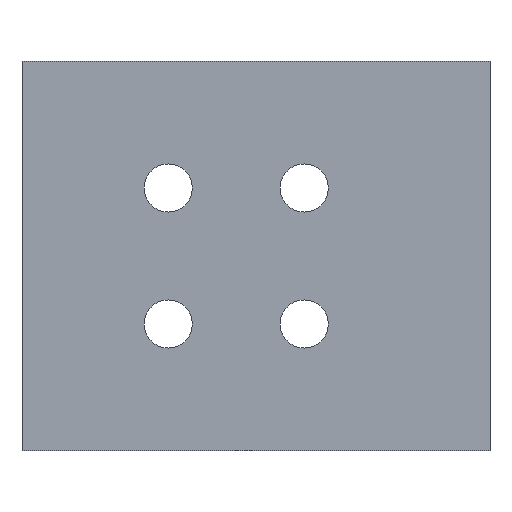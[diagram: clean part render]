
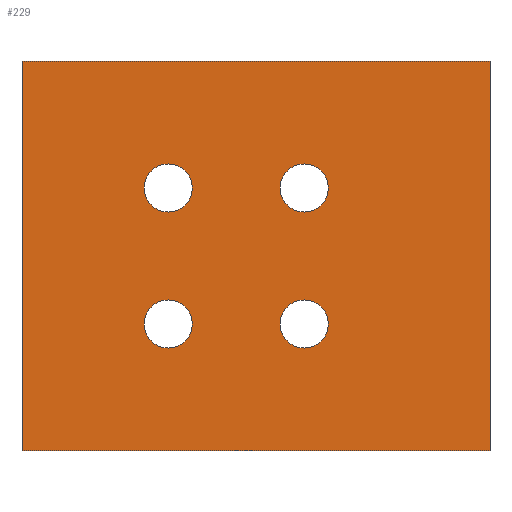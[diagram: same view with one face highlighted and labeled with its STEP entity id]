
A CAD part, front view. The second image highlights one B-rep face of the part: STEP entity #229.
In plain terms, the highlighted planar face has unit normal (0, -1, 0).
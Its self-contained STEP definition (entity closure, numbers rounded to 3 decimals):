
#99 = EDGE_CURVE( '', #143, #111, #265, .T. );
#107 = EDGE_CURVE( '', #225, #205, #273, .T. );
#111 = VERTEX_POINT( '', #277 );
#137 = EDGE_CURVE( '', #237, #181, #307, .T. );
#141 = EDGE_CURVE( '', #179, #237, #312, .T. );
#143 = VERTEX_POINT( '', #314 );
#149 = EDGE_CURVE( '', #227, #215, #321, .T. );
#151 = VERTEX_POINT( '', #323 );
#159 = EDGE_CURVE( '', #205, #225, #332, .T. );
#163 = EDGE_CURVE( '', #111, #143, #336, .T. );
#167 = EDGE_CURVE( '', #151, #221, #340, .T. );
#179 = VERTEX_POINT( '', #354 );
#181 = VERTEX_POINT( '', #356 );
#183 = EDGE_CURVE( '', #181, #233, #358, .T. );
#205 = VERTEX_POINT( '', #383 );
#207 = EDGE_CURVE( '', #221, #151, #385, .T. );
#209 = EDGE_CURVE( '', #215, #227, #387, .T. );
#215 = VERTEX_POINT( '', #393 );
#221 = VERTEX_POINT( '', #399 );
#225 = VERTEX_POINT( '', #408 );
#227 = VERTEX_POINT( '', #410 );
#229 = ADVANCED_FACE( '', ( #412, #413, #414, #415, #416 ), #417, .F. );
#233 = VERTEX_POINT( '', #421 );
#237 = VERTEX_POINT( '', #425 );
#239 = EDGE_CURVE( '', #233, #179, #427, .T. );
#265 = CIRCLE( '', #444, 4.25 );
#273 = CIRCLE( '', #457, 4.25 );
#277 = CARTESIAN_POINT( '', ( 12.75, 0., 12. ) );
#307 = LINE( '', #503, #504 );
#312 = LINE( '', #510, #511 );
#314 = CARTESIAN_POINT( '', ( 4.25, 0., 12. ) );
#321 = CIRCLE( '', #521, 4.25 );
#323 = CARTESIAN_POINT( '', ( -11.25, 0., 12. ) );
#332 = CIRCLE( '', #534, 4.25 );
#336 = CIRCLE( '', #539, 4.25 );
#340 = CIRCLE( '', #546, 4.25 );
#354 = CARTESIAN_POINT( '', ( -41.3, 0., 34.4 ) );
#356 = CARTESIAN_POINT( '', ( 41.3, 0., -34.4 ) );
#358 = LINE( '', #567, #568 );
#383 = CARTESIAN_POINT( '', ( 4.25, 0., -12. ) );
#385 = CIRCLE( '', #601, 4.25 );
#387 = CIRCLE( '', #604, 4.25 );
#393 = CARTESIAN_POINT( '', ( -19.75, 0., -12. ) );
#399 = CARTESIAN_POINT( '', ( -19.75, 0., 12. ) );
#408 = CARTESIAN_POINT( '', ( 12.75, 0., -12. ) );
#410 = CARTESIAN_POINT( '', ( -11.25, 0., -12. ) );
#412 = FACE_OUTER_BOUND( '', #636, .T. );
#413 = FACE_BOUND( '', #637, .T. );
#414 = FACE_BOUND( '', #638, .T. );
#415 = FACE_BOUND( '', #639, .T. );
#416 = FACE_BOUND( '', #640, .T. );
#417 = PLANE( '', #641 );
#421 = CARTESIAN_POINT( '', ( -41.3, 0., -34.4 ) );
#425 = CARTESIAN_POINT( '', ( 41.3, 0., 34.4 ) );
#427 = LINE( '', #653, #654 );
#444 = AXIS2_PLACEMENT_3D( '', #670, #671, #672 );
#457 = AXIS2_PLACEMENT_3D( '', #675, #676, #677 );
#503 = CARTESIAN_POINT( '', ( 41.3, 0., 34.4 ) );
#504 = VECTOR( '', #723, 1. );
#510 = CARTESIAN_POINT( '', ( -41.3, 0., 34.4 ) );
#511 = VECTOR( '', #732, 1. );
#521 = AXIS2_PLACEMENT_3D( '', #741, #742, #743 );
#534 = AXIS2_PLACEMENT_3D( '', #755, #756, #757 );
#539 = AXIS2_PLACEMENT_3D( '', #758, #759, #760 );
#546 = AXIS2_PLACEMENT_3D( '', #762, #763, #764 );
#567 = CARTESIAN_POINT( '', ( 41.3, 0., -34.4 ) );
#568 = VECTOR( '', #782, 1. );
#601 = AXIS2_PLACEMENT_3D( '', #811, #812, #813 );
#604 = AXIS2_PLACEMENT_3D( '', #814, #815, #816 );
#636 = EDGE_LOOP( '', ( #840, #841, #842, #843 ) );
#637 = EDGE_LOOP( '', ( #844, #845 ) );
#638 = EDGE_LOOP( '', ( #846, #847 ) );
#639 = EDGE_LOOP( '', ( #848, #849 ) );
#640 = EDGE_LOOP( '', ( #850, #851 ) );
#641 = AXIS2_PLACEMENT_3D( '', #852, #853, #854 );
#653 = CARTESIAN_POINT( '', ( -41.3, 0., -34.4 ) );
#654 = VECTOR( '', #858, 1. );
#670 = CARTESIAN_POINT( '', ( 8.5, 0., 12. ) );
#671 = DIRECTION( '', ( 0., 1., 0. ) );
#672 = DIRECTION( '', ( 1., 0., 0. ) );
#675 = CARTESIAN_POINT( '', ( 8.5, 0., -12. ) );
#676 = DIRECTION( '', ( 0., 1., 0. ) );
#677 = DIRECTION( '', ( 1., 0., 0. ) );
#723 = DIRECTION( '', ( 0., 0., -1. ) );
#732 = DIRECTION( '', ( 1., 0., 0. ) );
#741 = CARTESIAN_POINT( '', ( -15.5, 0., -12. ) );
#742 = DIRECTION( '', ( 0., 1., 0. ) );
#743 = DIRECTION( '', ( 1., 0., 0. ) );
#755 = CARTESIAN_POINT( '', ( 8.5, 0., -12. ) );
#756 = DIRECTION( '', ( 0., 1., 0. ) );
#757 = DIRECTION( '', ( 1., 0., 0. ) );
#758 = CARTESIAN_POINT( '', ( 8.5, 0., 12. ) );
#759 = DIRECTION( '', ( 0., 1., 0. ) );
#760 = DIRECTION( '', ( 1., 0., 0. ) );
#762 = CARTESIAN_POINT( '', ( -15.5, 0., 12. ) );
#763 = DIRECTION( '', ( 0., 1., 0. ) );
#764 = DIRECTION( '', ( 1., 0., 0. ) );
#782 = DIRECTION( '', ( -1., 0., 0. ) );
#811 = CARTESIAN_POINT( '', ( -15.5, 0., 12. ) );
#812 = DIRECTION( '', ( 0., 1., 0. ) );
#813 = DIRECTION( '', ( 1., 0., 0. ) );
#814 = CARTESIAN_POINT( '', ( -15.5, 0., -12. ) );
#815 = DIRECTION( '', ( 0., 1., 0. ) );
#816 = DIRECTION( '', ( 1., 0., 0. ) );
#840 = ORIENTED_EDGE( '', *, *, #141, .F. );
#841 = ORIENTED_EDGE( '', *, *, #239, .F. );
#842 = ORIENTED_EDGE( '', *, *, #183, .F. );
#843 = ORIENTED_EDGE( '', *, *, #137, .F. );
#844 = ORIENTED_EDGE( '', *, *, #107, .T. );
#845 = ORIENTED_EDGE( '', *, *, #159, .T. );
#846 = ORIENTED_EDGE( '', *, *, #163, .T. );
#847 = ORIENTED_EDGE( '', *, *, #99, .T. );
#848 = ORIENTED_EDGE( '', *, *, #167, .T. );
#849 = ORIENTED_EDGE( '', *, *, #207, .T. );
#850 = ORIENTED_EDGE( '', *, *, #149, .T. );
#851 = ORIENTED_EDGE( '', *, *, #209, .T. );
#852 = CARTESIAN_POINT( '', ( 0., 0., 0. ) );
#853 = DIRECTION( '', ( 0., 1., 0. ) );
#854 = DIRECTION( '', ( 0., 0., 1. ) );
#858 = DIRECTION( '', ( 0., 0., 1. ) );
